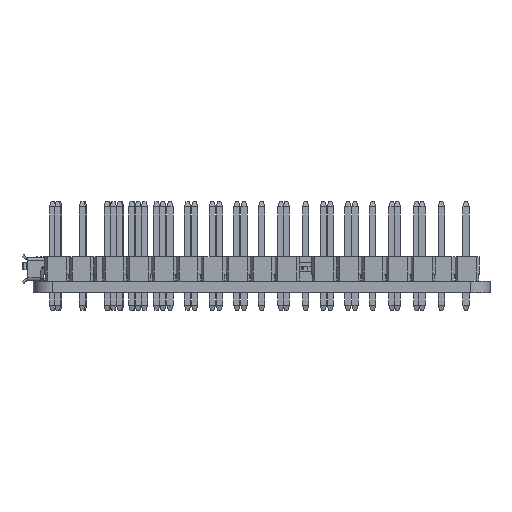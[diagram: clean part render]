
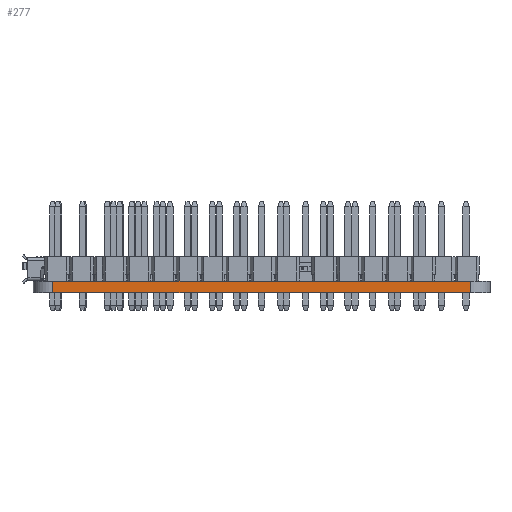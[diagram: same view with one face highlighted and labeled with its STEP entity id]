
A CAD part, front view. The second image highlights one B-rep face of the part: STEP entity #277.
In plain terms, the highlighted planar face has unit normal (0, -1, 0).
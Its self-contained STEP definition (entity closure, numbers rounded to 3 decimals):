
#250 = VERTEX_POINT('',#251);
#251 = CARTESIAN_POINT('',(43.,-2.,0.));
#258 = EDGE_CURVE('',#259,#250,#261,.T.);
#259 = VERTEX_POINT('',#260);
#260 = CARTESIAN_POINT('',(43.,-2.,-1.191));
#261 = LINE('',#262,#263);
#262 = CARTESIAN_POINT('',(43.,-2.,-1.191));
#263 = VECTOR('',#264,1.);
#264 = DIRECTION('',(0.,0.,1.));
#277 = ADVANCED_FACE('',(#278),#303,.T.);
#278 = FACE_BOUND('',#279,.T.);
#279 = EDGE_LOOP('',(#280,#281,#289,#297));
#280 = ORIENTED_EDGE('',*,*,#258,.T.);
#281 = ORIENTED_EDGE('',*,*,#282,.T.);
#282 = EDGE_CURVE('',#250,#283,#285,.T.);
#283 = VERTEX_POINT('',#284);
#284 = CARTESIAN_POINT('',(0.,-2.,0.));
#285 = LINE('',#286,#287);
#286 = CARTESIAN_POINT('',(43.,-2.,0.));
#287 = VECTOR('',#288,1.);
#288 = DIRECTION('',(-1.,0.,0.));
#289 = ORIENTED_EDGE('',*,*,#290,.F.);
#290 = EDGE_CURVE('',#291,#283,#293,.T.);
#291 = VERTEX_POINT('',#292);
#292 = CARTESIAN_POINT('',(0.,-2.,-1.191));
#293 = LINE('',#294,#295);
#294 = CARTESIAN_POINT('',(0.,-2.,-1.191));
#295 = VECTOR('',#296,1.);
#296 = DIRECTION('',(0.,0.,1.));
#297 = ORIENTED_EDGE('',*,*,#298,.F.);
#298 = EDGE_CURVE('',#259,#291,#299,.T.);
#299 = LINE('',#300,#301);
#300 = CARTESIAN_POINT('',(43.,-2.,-1.191));
#301 = VECTOR('',#302,1.);
#302 = DIRECTION('',(-1.,0.,0.));
#303 = PLANE('',#304);
#304 = AXIS2_PLACEMENT_3D('',#305,#306,#307);
#305 = CARTESIAN_POINT('',(43.,-2.,-1.191));
#306 = DIRECTION('',(0.,-1.,0.));
#307 = DIRECTION('',(-1.,0.,0.));
